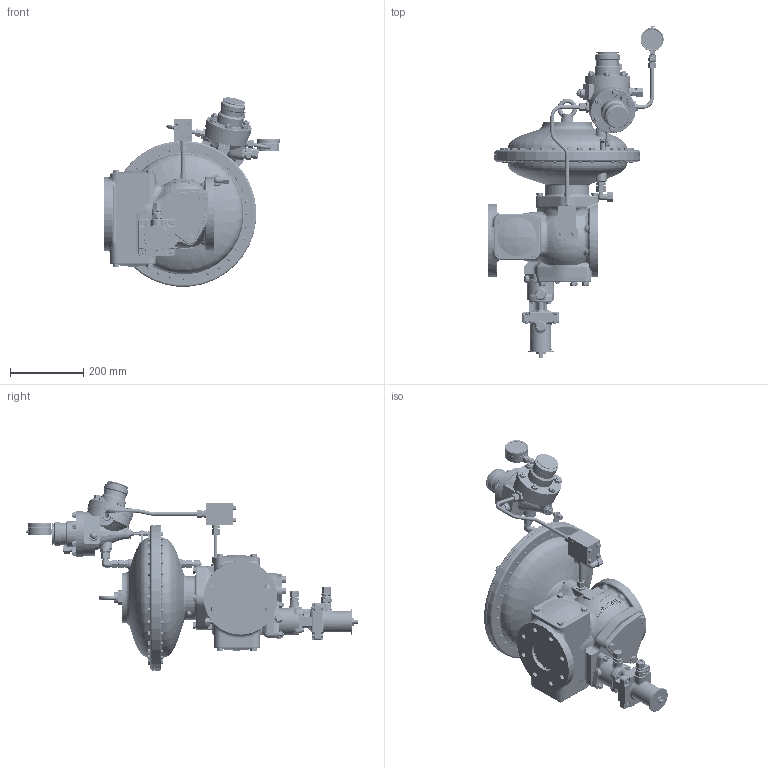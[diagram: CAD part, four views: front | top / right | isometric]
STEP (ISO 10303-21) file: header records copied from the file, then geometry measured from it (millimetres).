
FILE_DESCRIPTION (( 'STEP AP214' ), '1' );
FILE_NAME ('HON372_DN80_DN80_PN16_610_673_R_RE2;K1a;K2a.STEP', '2021-10-07T09:28:21', ( '' ), ( '' ), 'SwSTEP 2.0', 'SolidWorks 2019', '' );
FILE_SCHEMA (( 'AUTOMOTIVE_DESIGN' ));
Length unit declared in the file: millimetre
Products named in the file (1): HON372_DN80_DN80_PN16_610_673_R_RE2;K1a;K2a
Bounding box: 477.42 x 903.59 x 515.45 mm (x, y, z)
Volume: 24407873.9 mm3; surface area: 1220474.1 mm2
Topology: 35 solids, 36 shells, 4738 faces, 10875 edges, 6495 vertices
Faces by surface type: plane 1828, cone 1132, cylinder 1077, torus 359, bspline 280, sphere 62
Entity records: 162957 total; most frequent: CARTESIAN_POINT 52904, ORIENTED_EDGE 21638, DIRECTION 21470, EDGE_CURVE 10819, AXIS2_PLACEMENT_3D 8936, VERTEX_POINT 6481, EDGE_LOOP 5090, ADVANCED_FACE 4738
